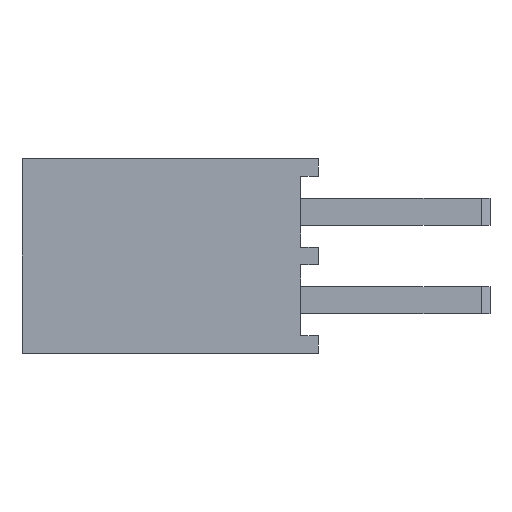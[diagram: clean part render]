
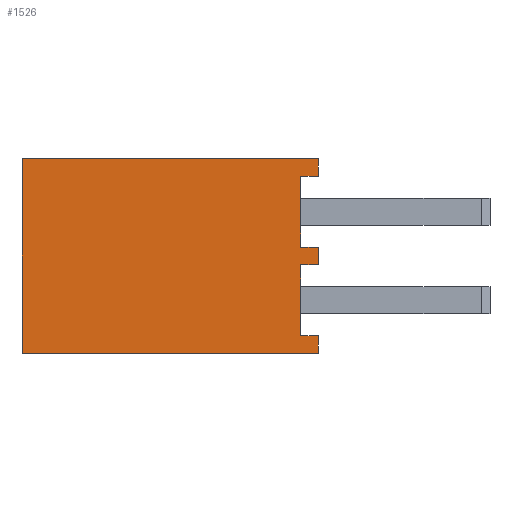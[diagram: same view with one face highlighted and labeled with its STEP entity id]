
A CAD part, left-side view. The second image highlights one B-rep face of the part: STEP entity #1526.
In plain terms, the highlighted planar face has unit normal (-1, 0, 0).
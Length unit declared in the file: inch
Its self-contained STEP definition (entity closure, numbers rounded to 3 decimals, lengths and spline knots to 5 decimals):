
#20 = ORIENTED_EDGE ( 'NONE', *, *, #931, .F. ) ;
#63 = ORIENTED_EDGE ( 'NONE', *, *, #929, .T. ) ;
#77 = ORIENTED_EDGE ( 'NONE', *, *, #930, .T. ) ;
#100 = ORIENTED_EDGE ( 'NONE', *, *, #928, .F. ) ;
#101 = ORIENTED_EDGE ( 'NONE', *, *, #917, .T. ) ;
#103 = ORIENTED_EDGE ( 'NONE', *, *, #932, .F. ) ;
#119 = ORIENTED_EDGE ( 'NONE', *, *, #933, .F. ) ;
#121 = VERTEX_POINT ( 'NONE', #444 ) ;
#130 = VERTEX_POINT ( 'NONE', #437 ) ;
#135 = VERTEX_POINT ( 'NONE', #435 ) ;
#150 = VERTEX_POINT ( 'NONE', #514 ) ;
#178 = ORIENTED_EDGE ( 'NONE', *, *, #925, .F. ) ;
#182 = EDGE_LOOP ( 'NONE', ( #178, #309, #101, #368, #100, #63, #77, #20, #103, #119, #331, #218 ) ) ;
#218 = ORIENTED_EDGE ( 'NONE', *, *, #934, .F. ) ;
#309 = ORIENTED_EDGE ( 'NONE', *, *, #926, .F. ) ;
#331 = ORIENTED_EDGE ( 'NONE', *, *, #923, .T. ) ;
#336 = VERTEX_POINT ( 'NONE', #477 ) ;
#338 = VERTEX_POINT ( 'NONE', #467 ) ;
#368 = ORIENTED_EDGE ( 'NONE', *, *, #927, .F. ) ;
#381 = VERTEX_POINT ( 'NONE', #523 ) ;
#386 = VERTEX_POINT ( 'NONE', #495 ) ;
#399 = VERTEX_POINT ( 'NONE', #474 ) ;
#414 = VERTEX_POINT ( 'NONE', #494 ) ;
#424 = CARTESIAN_POINT ( 'NONE',  ( -0.0475, 0., 0.09 ) ) ;
#435 = CARTESIAN_POINT ( 'NONE',  ( -0.0475, 0.02, -0.09 ) ) ;
#437 = CARTESIAN_POINT ( 'NONE',  ( -0.0475, 0., -0.01 ) ) ;
#444 = CARTESIAN_POINT ( 'NONE',  ( -0.0475, 0.02, 0.01 ) ) ;
#467 = CARTESIAN_POINT ( 'NONE',  ( -0.0475, 0., -0.11 ) ) ;
#474 = CARTESIAN_POINT ( 'NONE',  ( -0.0475, 0.02, -0.01 ) ) ;
#477 = CARTESIAN_POINT ( 'NONE',  ( -0.0475, 0., 0.01 ) ) ;
#486 = CARTESIAN_POINT ( 'NONE',  ( -0.0475, 0., 0.11 ) ) ;
#494 = CARTESIAN_POINT ( 'NONE',  ( -0.0475, 0.335, 0.11 ) ) ;
#495 = CARTESIAN_POINT ( 'NONE',  ( -0.0475, 0.02, 0.09 ) ) ;
#514 = CARTESIAN_POINT ( 'NONE',  ( -0.0475, 0.335, -0.11 ) ) ;
#523 = CARTESIAN_POINT ( 'NONE',  ( -0.0475, 0., -0.09 ) ) ;
#553 = VECTOR ( 'NONE', #1166, 39.37008 ) ;
#568 = VERTEX_POINT ( 'NONE', #486 ) ;
#580 = LINE ( 'NONE', #1117, #553 ) ;
#797 = VECTOR ( 'NONE', #1123, 39.37008 ) ;
#804 = LINE ( 'NONE', #1199, #797 ) ;
#805 = VERTEX_POINT ( 'NONE', #424 ) ;
#917 = EDGE_CURVE ( 'NONE', #805, #568, #804, .T. ) ;
#923 = EDGE_CURVE ( 'NONE', #130, #336, #580, .T. ) ;
#925 = EDGE_CURVE ( 'NONE', #386, #121, #1270, .T. ) ;
#926 = EDGE_CURVE ( 'NONE', #805, #386, #1326, .T. ) ;
#927 = EDGE_CURVE ( 'NONE', #414, #568, #1436, .T. ) ;
#928 = EDGE_CURVE ( 'NONE', #150, #414, #1389, .T. ) ;
#929 = EDGE_CURVE ( 'NONE', #150, #338, #1294, .T. ) ;
#930 = EDGE_CURVE ( 'NONE', #338, #381, #1403, .T. ) ;
#931 = EDGE_CURVE ( 'NONE', #135, #381, #1305, .T. ) ;
#932 = EDGE_CURVE ( 'NONE', #399, #135, #1315, .T. ) ;
#933 = EDGE_CURVE ( 'NONE', #130, #399, #1268, .T. ) ;
#934 = EDGE_CURVE ( 'NONE', #121, #336, #1411, .T. ) ;
#995 = AXIS2_PLACEMENT_3D ( 'NONE', #1628, #1637, #1638 ) ;
#1043 = DIRECTION ( 'NONE',  ( 0., 0., 1. ) ) ;
#1045 = DIRECTION ( 'NONE',  ( 0., 1., 0. ) ) ;
#1053 = DIRECTION ( 'NONE',  ( 0., 0., -1. ) ) ;
#1064 = DIRECTION ( 'NONE',  ( 0., -1., 0. ) ) ;
#1082 = CARTESIAN_POINT ( 'NONE',  ( -0.0475, 0., 0.09 ) ) ;
#1090 = CARTESIAN_POINT ( 'NONE',  ( -0.0475, 0., -0.11 ) ) ;
#1094 = DIRECTION ( 'NONE',  ( 0., -1., 0. ) ) ;
#1100 = CARTESIAN_POINT ( 'NONE',  ( -0.0475, 0.335, 0.11 ) ) ;
#1117 = CARTESIAN_POINT ( 'NONE',  ( -0.0475, 0., -0.11 ) ) ;
#1123 = DIRECTION ( 'NONE',  ( 0., 0., 1. ) ) ;
#1137 = DIRECTION ( 'NONE',  ( 0., -1., 0. ) ) ;
#1138 = CARTESIAN_POINT ( 'NONE',  ( -0.0475, 0.335, -0.11 ) ) ;
#1157 = DIRECTION ( 'NONE',  ( 0., 1., 0. ) ) ;
#1166 = DIRECTION ( 'NONE',  ( 0., 0., 1. ) ) ;
#1173 = CARTESIAN_POINT ( 'NONE',  ( -0.0475, 0., 0.01 ) ) ;
#1182 = CARTESIAN_POINT ( 'NONE',  ( -0.0475, 0.02, -0.01 ) ) ;
#1189 = CARTESIAN_POINT ( 'NONE',  ( -0.0475, 0.02, 0.09 ) ) ;
#1199 = CARTESIAN_POINT ( 'NONE',  ( -0.0475, 0., -0.11 ) ) ;
#1203 = DIRECTION ( 'NONE',  ( 0., 0., -1. ) ) ;
#1205 = DIRECTION ( 'NONE',  ( 0., -1., 0. ) ) ;
#1206 = CARTESIAN_POINT ( 'NONE',  ( -0.0475, 0.335, -0.11 ) ) ;
#1210 = DIRECTION ( 'NONE',  ( 0., 0., 1. ) ) ;
#1221 = CARTESIAN_POINT ( 'NONE',  ( -0.0475, 0., -0.09 ) ) ;
#1223 = CARTESIAN_POINT ( 'NONE',  ( -0.0475, 0., -0.01 ) ) ;
#1258 = VECTOR ( 'NONE', #1210, 39.37008 ) ;
#1260 = FACE_OUTER_BOUND ( 'NONE', #182, .T. ) ;
#1261 = VECTOR ( 'NONE', #1053, 39.37008 ) ;
#1268 = LINE ( 'NONE', #1223, #1331 ) ;
#1270 = LINE ( 'NONE', #1189, #1318 ) ;
#1292 = VECTOR ( 'NONE', #1094, 39.37008 ) ;
#1294 = LINE ( 'NONE', #1138, #1292 ) ;
#1305 = LINE ( 'NONE', #1221, #1360 ) ;
#1315 = LINE ( 'NONE', #1182, #1261 ) ;
#1318 = VECTOR ( 'NONE', #1203, 39.37008 ) ;
#1326 = LINE ( 'NONE', #1082, #1402 ) ;
#1331 = VECTOR ( 'NONE', #1157, 39.37008 ) ;
#1360 = VECTOR ( 'NONE', #1064, 39.37008 ) ;
#1386 = VECTOR ( 'NONE', #1043, 39.37008 ) ;
#1387 = VECTOR ( 'NONE', #1205, 39.37008 ) ;
#1389 = LINE ( 'NONE', #1206, #1258 ) ;
#1395 = VECTOR ( 'NONE', #1137, 39.37008 ) ;
#1402 = VECTOR ( 'NONE', #1045, 39.37008 ) ;
#1403 = LINE ( 'NONE', #1090, #1386 ) ;
#1411 = LINE ( 'NONE', #1173, #1395 ) ;
#1436 = LINE ( 'NONE', #1100, #1387 ) ;
#1526 = ADVANCED_FACE ( 'NONE', ( #1260 ), #1635, .F. ) ;
#1628 = CARTESIAN_POINT ( 'NONE',  ( -0.0475, 0.335, -0.11 ) ) ;
#1635 = PLANE ( 'NONE',  #995 ) ;
#1637 = DIRECTION ( 'NONE',  ( 1., 0., 0. ) ) ;
#1638 = DIRECTION ( 'NONE',  ( 0., 0., -1. ) ) ;
